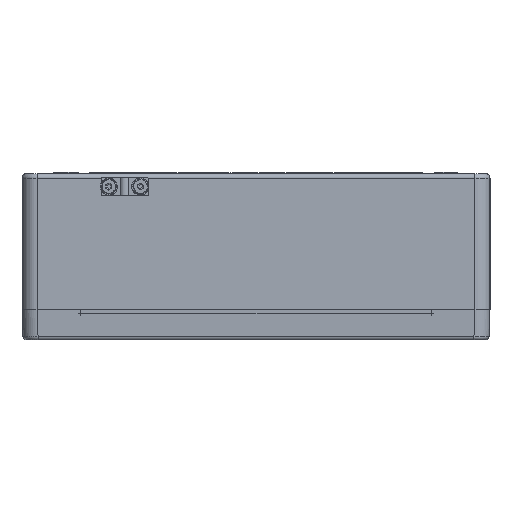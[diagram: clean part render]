
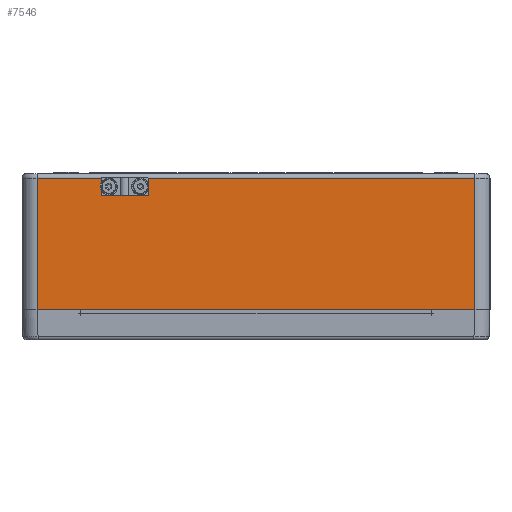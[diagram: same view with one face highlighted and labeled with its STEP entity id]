
A CAD part, left-side view. The second image highlights one B-rep face of the part: STEP entity #7546.
In plain terms, the highlighted planar face has unit normal (-1, 0, 0).
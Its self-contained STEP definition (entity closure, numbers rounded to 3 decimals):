
#43 = VERTEX_POINT('',#44);
#44 = CARTESIAN_POINT('',(-300.,94.5,81.5));
#50 = EDGE_CURVE('',#51,#43,#53,.T.);
#51 = VERTEX_POINT('',#52);
#52 = CARTESIAN_POINT('',(-300.,100.5,81.5));
#53 = CIRCLE('',#54,3.);
#54 = AXIS2_PLACEMENT_3D('',#55,#56,#57);
#55 = CARTESIAN_POINT('',(-300.,97.5,81.5));
#56 = DIRECTION('',(-1.,0.,0.));
#57 = DIRECTION('',(0.,-1.,0.));
#85 = VERTEX_POINT('',#86);
#86 = CARTESIAN_POINT('',(-300.,73.5,81.5));
#92 = EDGE_CURVE('',#93,#85,#95,.T.);
#93 = VERTEX_POINT('',#94);
#94 = CARTESIAN_POINT('',(-300.,79.5,81.5));
#95 = CIRCLE('',#96,3.);
#96 = AXIS2_PLACEMENT_3D('',#97,#98,#99);
#97 = CARTESIAN_POINT('',(-300.,76.5,81.5));
#98 = DIRECTION('',(-1.,0.,0.));
#99 = DIRECTION('',(0.,-1.,0.));
#7230 = EDGE_CURVE('',#7231,#7233,#7235,.T.);
#7231 = VERTEX_POINT('',#7232);
#7232 = CARTESIAN_POINT('',(-300.,145.,0.));
#7233 = VERTEX_POINT('',#7234);
#7234 = CARTESIAN_POINT('',(-300.,-145.,0.));
#7235 = LINE('',#7236,#7237);
#7236 = CARTESIAN_POINT('',(-300.,155.,0.));
#7237 = VECTOR('',#7238,1.);
#7238 = DIRECTION('',(0.,-1.,0.));
#7546 = ADVANCED_FACE('',(#7547,#7557,#7567),#7592,.F.);
#7547 = FACE_BOUND('',#7548,.T.);
#7548 = EDGE_LOOP('',(#7549,#7556));
#7549 = ORIENTED_EDGE('',*,*,#7550,.F.);
#7550 = EDGE_CURVE('',#43,#51,#7551,.T.);
#7551 = CIRCLE('',#7552,3.);
#7552 = AXIS2_PLACEMENT_3D('',#7553,#7554,#7555);
#7553 = CARTESIAN_POINT('',(-300.,97.5,81.5));
#7554 = DIRECTION('',(-1.,0.,0.));
#7555 = DIRECTION('',(0.,-1.,0.));
#7556 = ORIENTED_EDGE('',*,*,#50,.F.);
#7557 = FACE_BOUND('',#7558,.T.);
#7558 = EDGE_LOOP('',(#7559,#7566));
#7559 = ORIENTED_EDGE('',*,*,#7560,.F.);
#7560 = EDGE_CURVE('',#85,#93,#7561,.T.);
#7561 = CIRCLE('',#7562,3.);
#7562 = AXIS2_PLACEMENT_3D('',#7563,#7564,#7565);
#7563 = CARTESIAN_POINT('',(-300.,76.5,81.5));
#7564 = DIRECTION('',(-1.,0.,0.));
#7565 = DIRECTION('',(0.,-1.,0.));
#7566 = ORIENTED_EDGE('',*,*,#92,.F.);
#7567 = FACE_BOUND('',#7568,.T.);
#7568 = EDGE_LOOP('',(#7569,#7577,#7585,#7591));
#7569 = ORIENTED_EDGE('',*,*,#7570,.T.);
#7570 = EDGE_CURVE('',#7233,#7571,#7573,.T.);
#7571 = VERTEX_POINT('',#7572);
#7572 = CARTESIAN_POINT('',(-300.,-145.,87.));
#7573 = LINE('',#7574,#7575);
#7574 = CARTESIAN_POINT('',(-300.,-145.,90.));
#7575 = VECTOR('',#7576,1.);
#7576 = DIRECTION('',(0.,-0.,1.));
#7577 = ORIENTED_EDGE('',*,*,#7578,.T.);
#7578 = EDGE_CURVE('',#7571,#7579,#7581,.T.);
#7579 = VERTEX_POINT('',#7580);
#7580 = CARTESIAN_POINT('',(-300.,145.,87.));
#7581 = LINE('',#7582,#7583);
#7582 = CARTESIAN_POINT('',(-300.,145.,87.));
#7583 = VECTOR('',#7584,1.);
#7584 = DIRECTION('',(0.,1.,-0.));
#7585 = ORIENTED_EDGE('',*,*,#7586,.T.);
#7586 = EDGE_CURVE('',#7579,#7231,#7587,.T.);
#7587 = LINE('',#7588,#7589);
#7588 = CARTESIAN_POINT('',(-300.,145.,90.));
#7589 = VECTOR('',#7590,1.);
#7590 = DIRECTION('',(0.,0.,-1.));
#7591 = ORIENTED_EDGE('',*,*,#7230,.T.);
#7592 = PLANE('',#7593);
#7593 = AXIS2_PLACEMENT_3D('',#7594,#7595,#7596);
#7594 = CARTESIAN_POINT('',(-300.,155.,90.));
#7595 = DIRECTION('',(1.,0.,-0.));
#7596 = DIRECTION('',(0.,1.,0.));
